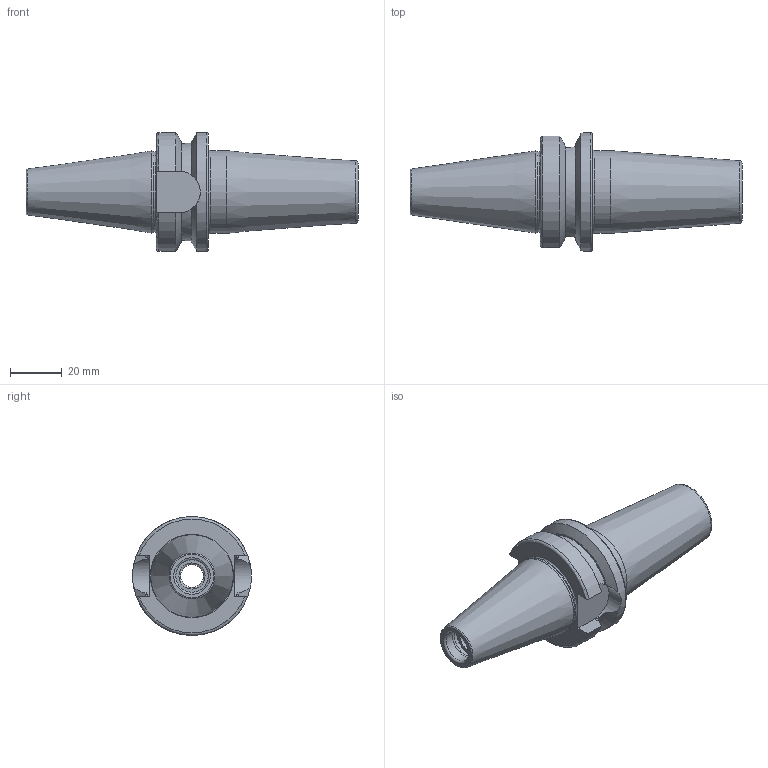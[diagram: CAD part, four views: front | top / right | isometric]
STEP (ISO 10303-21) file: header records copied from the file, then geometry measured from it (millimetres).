
FILE_DESCRIPTION(/* description */ (''),/* implementation_level */ '2;1');
FILE_NAME(/* name */ 'VG028_BT30-SFH12.7-3.15.stp',/* time_stamp */ '2024-11-05T10:45:20+09:00',/* author */ ('YSH'),/* organization */ (''),/* preprocessor_version */ 'ST-DEVELOPER v20',/* originating_system */ 'Autodesk Inventor 2025',/* authorisation */ '');
FILE_SCHEMA (('AUTOMOTIVE_DESIGN { 1 0 10303 214 3 1 1 }'));
Length unit declared in the file: millimetre
Products named in the file (1): LO-BT30-SFH12.7-3.15
Bounding box: 128.4 x 46 x 46 mm (x, y, z)
Volume: 77500.3 mm3; surface area: 19304.9 mm2
Topology: 1 solids, 1 shells, 50 faces, 123 edges, 80 vertices
Faces by surface type: plane 17, cylinder 15, torus 9, cone 9
Full cylindrical faces by diameter (mm): 8.917 x1, 10.106 x1, 12.5 x1, 12.7 x1, 13.1 x1, 13.3 x1, 31.2 x1, 32 x1, 46 x1
Entity records: 1611 total; most frequent: CARTESIAN_POINT 369, DIRECTION 262, ORIENTED_EDGE 246, EDGE_CURVE 123, AXIS2_PLACEMENT_3D 111, VERTEX_POINT 80, CIRCLE 60, EDGE_LOOP 57
